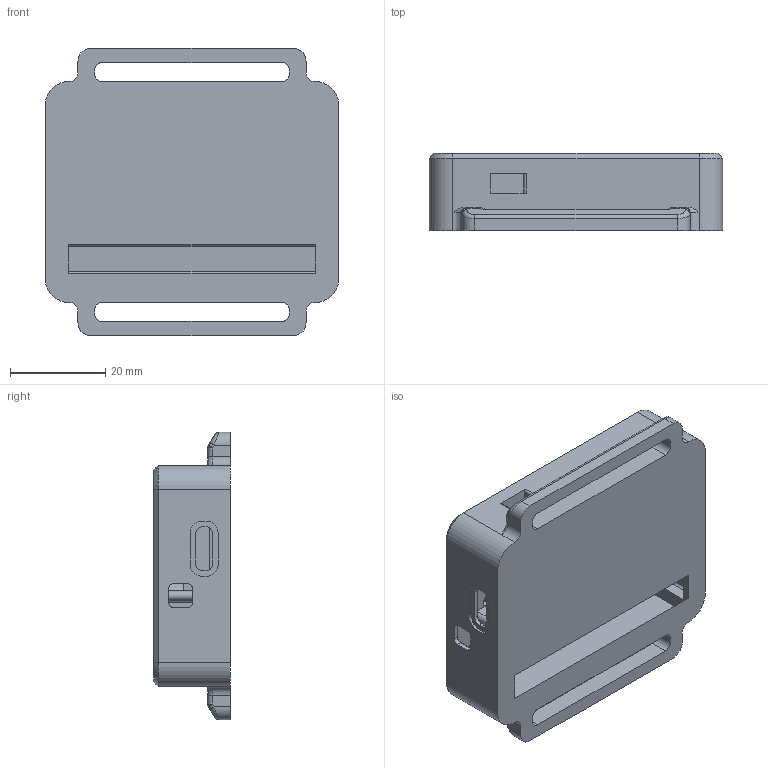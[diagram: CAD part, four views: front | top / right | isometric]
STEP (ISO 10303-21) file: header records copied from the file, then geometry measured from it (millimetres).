
FILE_DESCRIPTION(/* description */ (''),/* implementation_level */ '2;1');
FILE_NAME(/* name */ 'V9.0 Open-Source.step',/* time_stamp */ '2023-11-16T04:44:37+08:00',/* author */ (''),/* organization */ (''),/* preprocessor_version */ 'ST-DEVELOPER v20',/* originating_system */ 'Autodesk Translation Framework v12.14.0.127',/* authorisation */ '');
FILE_SCHEMA (('AUTOMOTIVE_DESIGN { 1 0 10303 214 3 1 1 }'));
Length unit declared in the file: millimetre
Products named in the file (1): V9.0 Open-Source
Bounding box: 61.8 x 16.2 x 60.5 mm (x, y, z)
Volume: 21331.4 mm3; surface area: 19931.9 mm2
Topology: 2 solids, 2 shells, 448 faces, 1185 edges, 756 vertices
Faces by surface type: plane 241, cylinder 116, bspline 62, cone 17, torus 12
Full cylindrical faces by diameter (mm): 2 x1, 2.3 x1, 2.5 x3, 3 x1, 3.6 x1, 4 x2
Entity records: 14540 total; most frequent: CARTESIAN_POINT 3550, ORIENTED_EDGE 2370, DIRECTION 2132, EDGE_CURVE 1185, LINE 796, VECTOR 796, VERTEX_POINT 756, AXIS2_PLACEMENT_3D 668
